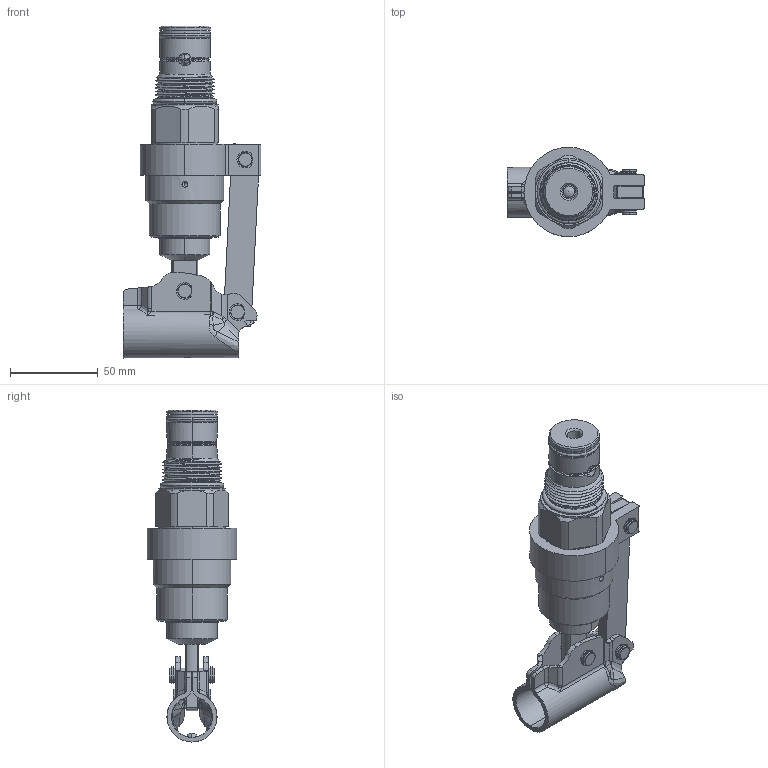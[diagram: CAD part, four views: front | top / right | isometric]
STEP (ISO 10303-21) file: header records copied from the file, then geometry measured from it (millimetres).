
FILE_DESCRIPTION (( 'STEP AP203' ), '1' );
FILE_NAME ('HP16W20.STEP', '2016-05-27T07:08:20', ( '' ), ( '' ), 'SwSTEP 2.0', 'SolidWorks 2012', '' );
FILE_SCHEMA (( 'CONFIG_CONTROL_DESIGN' ));
Length unit declared in the file: millimetre
Products named in the file (1): HP16W20
Bounding box: 78.1 x 50.8 x 188.76 mm (x, y, z)
Volume: 186505.8 mm3; surface area: 53017.8 mm2
Topology: 15 solids, 15 shells, 610 faces, 1550 edges, 962 vertices
Faces by surface type: cylinder 284, plane 144, bspline 107, cone 37, torus 35, sphere 3
Entity records: 29038 total; most frequent: CARTESIAN_POINT 14983, ORIENTED_EDGE 3044, DIRECTION 2802, EDGE_CURVE 1522, AXIS2_PLACEMENT_3D 1128, VERTEX_POINT 957, EDGE_LOOP 655, CIRCLE 624
